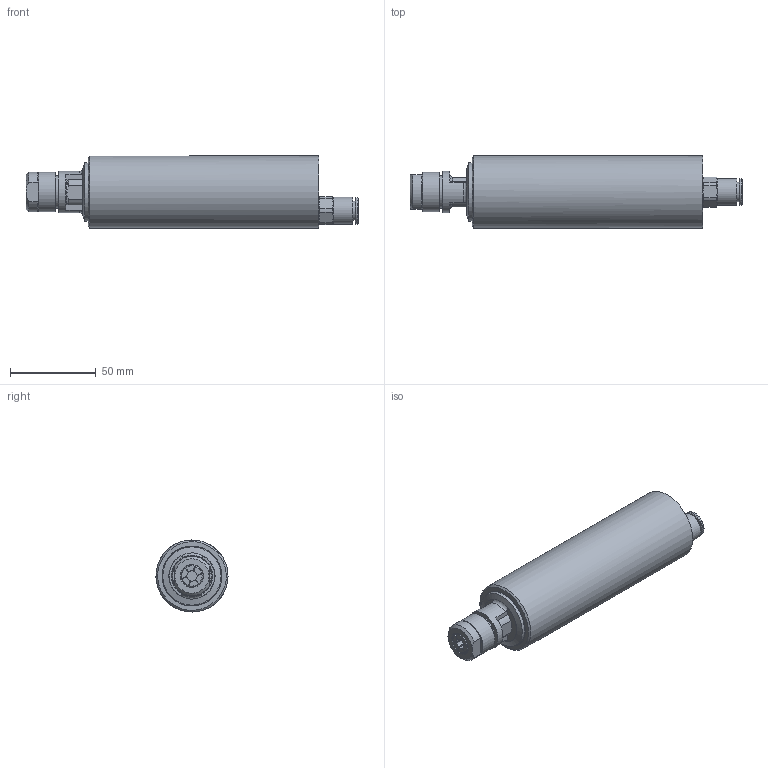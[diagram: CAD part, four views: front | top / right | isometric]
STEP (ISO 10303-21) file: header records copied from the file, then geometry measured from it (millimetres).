
FILE_DESCRIPTION(/* description */ (''),/* implementation_level */ '2;1');
FILE_NAME(/* name */ 'ES 200 ER-GA_60055567.stp',/* time_stamp */ '2021-07-15T13:26:03+02:00',/* author */ ('rmorof'),/* organization */ (''),/* preprocessor_version */ 'ST-DEVELOPER v18.1',/* originating_system */ 'Autodesk Inventor 2021',/* authorisation */ '');
FILE_SCHEMA (('AUTOMOTIVE_DESIGN { 1 0 10303 214 3 1 1 }'));
Length unit declared in the file: millimetre
Products named in the file (1): ES 200 ER-GA_60055567
Bounding box: 193.54 x 42 x 42 mm (x, y, z)
Volume: 201331.8 mm3; surface area: 29911.3 mm2
Topology: 1 solids, 1 shells, 222 faces, 644 edges, 420 vertices
Faces by surface type: plane 123, cone 49, cylinder 48, torus 2
Full cylindrical faces by diameter (mm): 6 x1, 10 x1, 11.2 x1, 11.445 x2, 13.2 x1, 13.949 x1, 15.5 x1, 15.75 x1, 19 x2, 23 x1, 24 x1, 29.097 x1, 34 x1, 34.917 x1, 42 x1
Entity records: 7852 total; most frequent: CARTESIAN_POINT 1876, ORIENTED_EDGE 1286, DIRECTION 1109, EDGE_CURVE 643, VERTEX_POINT 420, AXIS2_PLACEMENT_3D 405, LINE 299, VECTOR 299
